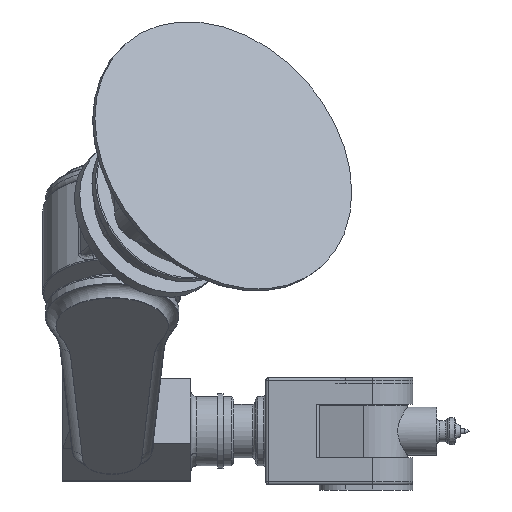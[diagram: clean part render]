
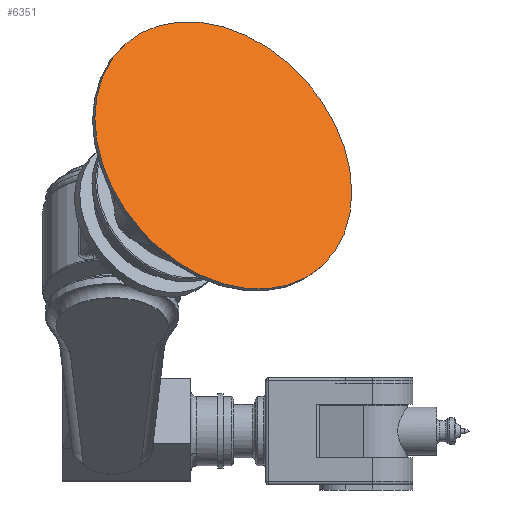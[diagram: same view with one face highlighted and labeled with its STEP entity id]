
A CAD part, front view. The second image highlights one B-rep face of the part: STEP entity #6351.
In plain terms, the highlighted face is planar.
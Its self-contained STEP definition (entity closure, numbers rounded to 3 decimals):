
#508=FACE_OUTER_BOUND('',#933,.T.);
#933=EDGE_LOOP('',(#4395));
#1480=CIRCLE('',#6922,277.5);
#2849=VERTEX_POINT('',#10669);
#3441=EDGE_CURVE('',#2849,#2849,#1480,.T.);
#4395=ORIENTED_EDGE('',*,*,#3441,.F.);
#6200=PLANE('',#6925);
#6351=ADVANCED_FACE('',(#508),#6200,.F.);
#6922=AXIS2_PLACEMENT_3D('',#10670,#7899,#7900);
#6925=AXIS2_PLACEMENT_3D('',#10676,#7906,#7907);
#7899=DIRECTION('center_axis',(0.,1.,0.));
#7900=DIRECTION('ref_axis',(0.,0.,1.));
#7906=DIRECTION('center_axis',(0.,1.,0.));
#7907=DIRECTION('ref_axis',(0.,0.,1.));
#10669=CARTESIAN_POINT('',(698.196,5097.517,-911.117));
#10670=CARTESIAN_POINT('Origin',(698.196,5097.517,-1188.617));
#10676=CARTESIAN_POINT('Origin',(698.196,5097.517,-1188.617));
